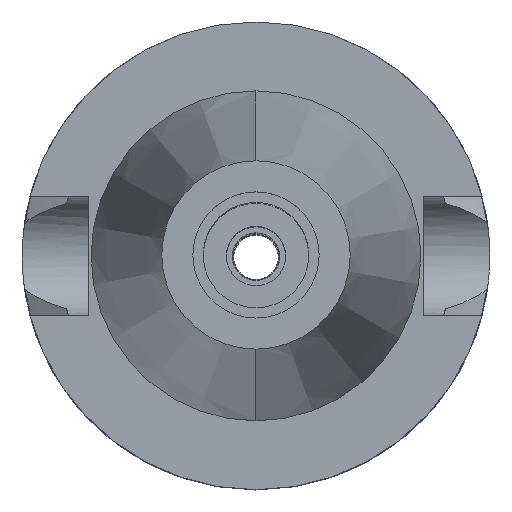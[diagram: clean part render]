
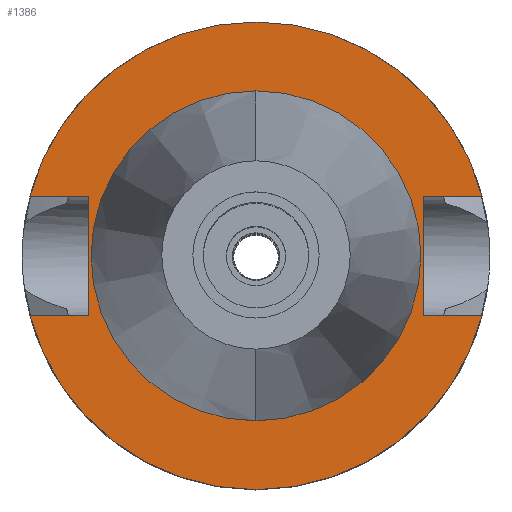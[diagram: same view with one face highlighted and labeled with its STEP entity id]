
A CAD part, top view. The second image highlights one B-rep face of the part: STEP entity #1386.
In plain terms, the highlighted planar face has unit normal (0, 0, 1).
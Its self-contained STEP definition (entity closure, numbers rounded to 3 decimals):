
#121=DIRECTION('',(0.,1.,0.));
#122=VECTOR('',#121,16.1);
#123=CARTESIAN_POINT('',(-22.5,-8.05,-1.));
#124=LINE('',#123,#122);
#128=DIRECTION('',(-1.,0.,0.));
#129=VECTOR('',#128,7.954);
#130=CARTESIAN_POINT('',(-22.5,8.05,-1.));
#131=LINE('',#130,#129);
#135=CARTESIAN_POINT('',(0.,0.,-1.));
#136=DIRECTION('',(0.,0.,-1.));
#137=DIRECTION('',(-0.967,0.256,0.));
#138=AXIS2_PLACEMENT_3D('',#135,#136,#137);
#143=CARTESIAN_POINT('',(0.,0.,-1.));
#144=DIRECTION('',(0.,0.,-1.));
#145=DIRECTION('',(0.,1.,0.));
#146=AXIS2_PLACEMENT_3D('',#143,#144,#145);
#151=DIRECTION('',(0.,-1.,0.));
#152=VECTOR('',#151,16.1);
#153=CARTESIAN_POINT('',(22.5,8.05,-1.));
#154=LINE('',#153,#152);
#158=DIRECTION('',(1.,0.,0.));
#159=VECTOR('',#158,7.954);
#160=CARTESIAN_POINT('',(22.5,-8.05,-1.));
#161=LINE('',#160,#159);
#165=CARTESIAN_POINT('',(0.,0.,-1.));
#166=DIRECTION('',(0.,0.,-1.));
#167=DIRECTION('',(0.967,-0.256,0.));
#168=AXIS2_PLACEMENT_3D('',#165,#166,#167);
#173=CARTESIAN_POINT('',(0.,0.,-1.));
#174=DIRECTION('',(0.,0.,-1.));
#175=DIRECTION('',(0.,-1.,0.));
#176=AXIS2_PLACEMENT_3D('',#173,#174,#175);
#181=CARTESIAN_POINT('',(0.,0.,-1.));
#182=DIRECTION('',(0.,0.,1.));
#183=DIRECTION('',(0.,-1.,0.));
#184=AXIS2_PLACEMENT_3D('',#181,#182,#183);
#189=CARTESIAN_POINT('',(0.,0.,-1.));
#190=DIRECTION('',(0.,0.,1.));
#191=DIRECTION('',(0.,1.,0.));
#192=AXIS2_PLACEMENT_3D('',#189,#190,#191);
#227=DIRECTION('',(-1.,0.,0.));
#228=VECTOR('',#227,7.954);
#229=CARTESIAN_POINT('',(-22.5,-8.05,-1.));
#230=LINE('',#229,#228);
#364=DIRECTION('',(1.,0.,0.));
#365=VECTOR('',#364,7.954);
#366=CARTESIAN_POINT('',(22.5,8.05,-1.));
#367=LINE('',#366,#365);
#1243=CARTESIAN_POINT('',(-22.5,-8.05,-1.));
#1244=VERTEX_POINT('',#1243);
#1245=CARTESIAN_POINT('',(-30.454,-8.05,-1.));
#1246=VERTEX_POINT('',#1245);
#1249=CARTESIAN_POINT('',(-22.5,8.05,-1.));
#1250=VERTEX_POINT('',#1249);
#1251=CARTESIAN_POINT('',(-30.454,8.05,-1.));
#1252=VERTEX_POINT('',#1251);
#1253=CARTESIAN_POINT('',(0.,31.5,-1.));
#1254=CARTESIAN_POINT('',(30.454,8.05,-1.));
#1255=VERTEX_POINT('',#1253);
#1256=VERTEX_POINT('',#1254);
#1257=CARTESIAN_POINT('',(22.5,8.05,-1.));
#1258=VERTEX_POINT('',#1257);
#1259=CARTESIAN_POINT('',(22.5,-8.05,-1.));
#1260=VERTEX_POINT('',#1259);
#1261=CARTESIAN_POINT('',(30.454,-8.05,-1.));
#1262=VERTEX_POINT('',#1261);
#1263=CARTESIAN_POINT('',(0.,-31.5,-1.));
#1264=VERTEX_POINT('',#1263);
#1265=CARTESIAN_POINT('',(0.,-22.225,-1.));
#1266=CARTESIAN_POINT('',(0.,22.225,-1.));
#1267=VERTEX_POINT('',#1265);
#1268=VERTEX_POINT('',#1266);
#1355=CARTESIAN_POINT('',(0.,0.,-1.));
#1356=DIRECTION('',(0.,0.,-1.));
#1357=DIRECTION('',(0.,-1.,0.));
#1358=AXIS2_PLACEMENT_3D('',#1355,#1356,#1357);
#1359=PLANE('',#1358);
#1361=ORIENTED_EDGE('',*,*,#1360,.T.);
#1363=ORIENTED_EDGE('',*,*,#1362,.T.);
#1365=ORIENTED_EDGE('',*,*,#1364,.T.);
#1367=ORIENTED_EDGE('',*,*,#1366,.T.);
#1369=ORIENTED_EDGE('',*,*,#1368,.F.);
#1371=ORIENTED_EDGE('',*,*,#1370,.T.);
#1373=ORIENTED_EDGE('',*,*,#1372,.T.);
#1375=ORIENTED_EDGE('',*,*,#1374,.T.);
#1377=ORIENTED_EDGE('',*,*,#1376,.T.);
#1379=ORIENTED_EDGE('',*,*,#1378,.F.);
#1380=EDGE_LOOP('',(#1361,#1363,#1365,#1367,#1369,#1371,#1373,#1375,#1377,
#1379));
#1381=FACE_OUTER_BOUND('',#1380,.F.);
#1382=ORIENTED_EDGE('',*,*,#1334,.T.);
#1383=ORIENTED_EDGE('',*,*,#1350,.T.);
#1384=EDGE_LOOP('',(#1382,#1383));
#1385=FACE_BOUND('',#1384,.F.);
#139=CIRCLE('',#138,31.5);
#147=CIRCLE('',#146,31.5);
#169=CIRCLE('',#168,31.5);
#177=CIRCLE('',#176,31.5);
#185=CIRCLE('',#184,22.225);
#193=CIRCLE('',#192,22.225);
#1334=EDGE_CURVE('',#1267,#1268,#185,.T.);
#1350=EDGE_CURVE('',#1268,#1267,#193,.T.);
#1360=EDGE_CURVE('',#1244,#1250,#124,.T.);
#1362=EDGE_CURVE('',#1250,#1252,#131,.T.);
#1364=EDGE_CURVE('',#1252,#1255,#139,.T.);
#1366=EDGE_CURVE('',#1255,#1256,#147,.T.);
#1368=EDGE_CURVE('',#1258,#1256,#367,.T.);
#1370=EDGE_CURVE('',#1258,#1260,#154,.T.);
#1372=EDGE_CURVE('',#1260,#1262,#161,.T.);
#1374=EDGE_CURVE('',#1262,#1264,#169,.T.);
#1376=EDGE_CURVE('',#1264,#1246,#177,.T.);
#1378=EDGE_CURVE('',#1244,#1246,#230,.T.);
#1386=ADVANCED_FACE('',(#1381,#1385),#1359,.F.);
